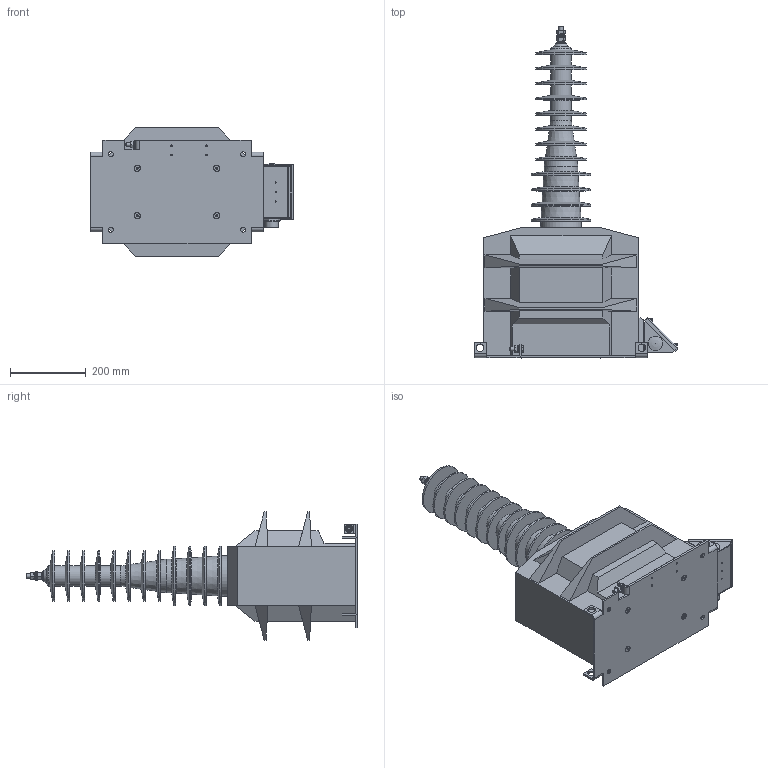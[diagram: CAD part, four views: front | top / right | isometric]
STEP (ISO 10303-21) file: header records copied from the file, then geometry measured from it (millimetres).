
FILE_DESCRIPTION(('STEP AP214'), '1');
FILE_NAME('虯恂-35-2', '2023-07-24T11:16:31', ('UNSPECIFIED'), ('UNSPECIFIED'), 'ASCON STEP Converter 1.3', 'ASCON Math Kernel', '');
FILE_SCHEMA(('AUTOMOTIVE_DESIGN { 1 0 10303 214 3 1 1}'));
Length unit declared in the file: millimetre
Products named in the file (33): 攘艘.671243.024-02; 屡扔.733411.009; 屡扔.754312.192; 屡扔.735400.104; 屡扔.735400.004; 屡扔.735314.023; 屡扔.671241.524; 屡扔.758472.018; 屡扔.758472.019; 屡扔.686175.002; 屡扔.686175.001; 屡扔.758291.024
Assembly tree (89 placements, depth 4):
  攘艘.671243.024-02
    屡扔.733411.009
    屡扔.754312.192
    (unnamed)  x4
    屡扔.735400.104
      屡扔.735400.004
    屡扔.735314.023
    (unnamed)
    (unnamed)
    屡扔.671241.524
      (unnamed)
        (unnamed)
        屡扔.758472.018  x3
        屡扔.758472.019
      屡扔.686175.002
      屡扔.686175.001
      屡扔.758291.024
      (unnamed)  x7
    (unnamed)  x11
    (unnamed)  x11
    (unnamed)  x11
    (unnamed)  x4
    (unnamed)  x4
    (unnamed)  x4
    (unnamed)  x3
    (unnamed)  x2
    (unnamed)  x2
    (unnamed)
    (unnamed)
    (unnamed)
    (unnamed)
    (unnamed)
    (unnamed)  x4
Bounding box: 539.42 x 878.1 x 339 mm (x, y, z)
Volume: 9047889.4 mm3; surface area: 1965580.7 mm2
Topology: 87 solids, 87 shells, 1116 faces, 2327 edges, 1429 vertices
Faces by surface type: plane 607, cylinder 271, cone 165, torus 50, bspline 18, sphere 5
Full cylindrical faces by diameter (mm): 1.9 x4, 2.5 x4, 3 x3, 3.3 x4, 3.5 x4, 4.917 x4, 5 x11, 5.5 x4, 6 x24, 6.6 x11, 7 x4, 8 x12, 8.376 x1, 8.5 x4, 9 x5, 9.5 x16, 10 x5, 10.106 x2, 11 x2, 12 x14, 13 x12, 13.5 x3, 14 x7, 15.24 x4, 20 x5, 24 x3, 26 x1, 29 x1, 30 x1, 30.376 x1
Entity records: 27524 total; most frequent: CARTESIAN_POINT 6377, DIRECTION 2797, ORIENTED_EDGE 2300, EDGE_CURVE 1150, AXIS2_PLACEMENT_3D 1078, EDGE_LOOP 953, VERTEX_POINT 821, COLOUR_RGB 655
